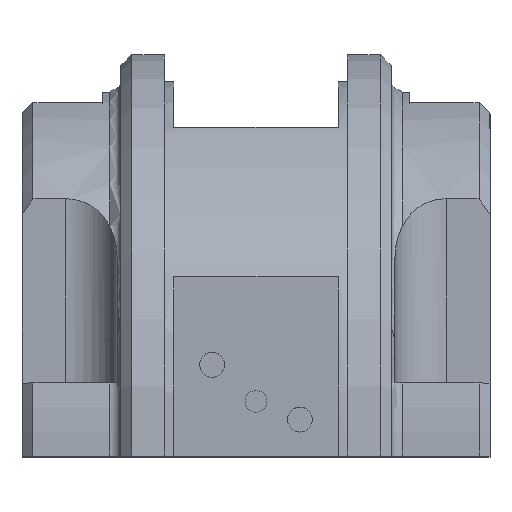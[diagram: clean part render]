
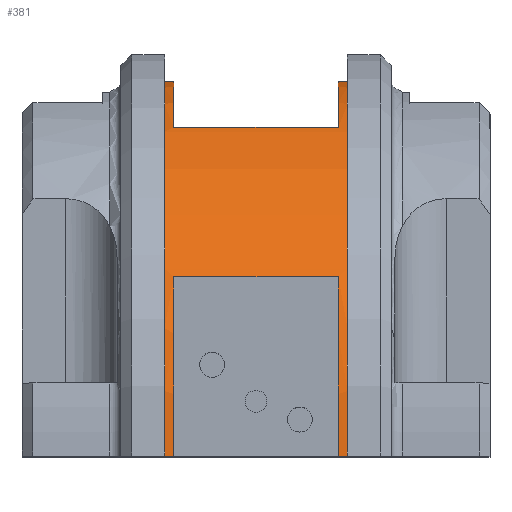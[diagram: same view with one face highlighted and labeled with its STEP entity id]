
A CAD part, top view. The second image highlights one B-rep face of the part: STEP entity #381.
In plain terms, the highlighted cylindrical face has radius 102.5 mm (diameter 205 mm), a partial arc.
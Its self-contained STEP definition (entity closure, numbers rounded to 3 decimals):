
#210=FACE_BOUND('',#835,.T.);
#211=FACE_BOUND('',#836,.T.);
#381=ADVANCED_FACE('',(#210,#211),#565,.T.);
#565=CYLINDRICAL_SURFACE('',#3641,102.5);
#835=EDGE_LOOP('',(#1499,#1500,#1501,#1502));
#836=EDGE_LOOP('',(#1503,#1504,#1505,#1506,#1507,#1508,#1509,#1510,#1511,
#1512,#1513,#1514));
#1121=CIRCLE('',#3633,102.5);
#1122=CIRCLE('',#3634,102.5);
#1123=CIRCLE('',#3635,102.5);
#1124=CIRCLE('',#3636,102.5);
#1125=CIRCLE('',#3637,102.5);
#1126=CIRCLE('',#3638,102.5);
#1127=CIRCLE('',#3639,102.5);
#1128=CIRCLE('',#3640,102.5);
#1499=ORIENTED_EDGE('',*,*,#2691,.T.);
#1500=ORIENTED_EDGE('',*,*,#2783,.T.);
#1501=ORIENTED_EDGE('',*,*,#2689,.T.);
#1502=ORIENTED_EDGE('',*,*,#2784,.T.);
#1503=ORIENTED_EDGE('',*,*,#2785,.T.);
#1504=ORIENTED_EDGE('',*,*,#2786,.T.);
#1505=ORIENTED_EDGE('',*,*,#2787,.T.);
#1506=ORIENTED_EDGE('',*,*,#2788,.T.);
#1507=ORIENTED_EDGE('',*,*,#2750,.F.);
#1508=ORIENTED_EDGE('',*,*,#2789,.T.);
#1509=ORIENTED_EDGE('',*,*,#2790,.T.);
#1510=ORIENTED_EDGE('',*,*,#2791,.T.);
#1511=ORIENTED_EDGE('',*,*,#2746,.F.);
#1512=ORIENTED_EDGE('',*,*,#2792,.F.);
#1513=ORIENTED_EDGE('',*,*,#2793,.T.);
#1514=ORIENTED_EDGE('',*,*,#2794,.T.);
#2331=VERTEX_POINT('',#5280);
#2332=VERTEX_POINT('',#5281);
#2333=VERTEX_POINT('',#5283);
#2334=VERTEX_POINT('',#5285);
#2375=VERTEX_POINT('',#5443);
#2376=VERTEX_POINT('',#5445);
#2379=VERTEX_POINT('',#5451);
#2380=VERTEX_POINT('',#5453);
#2410=VERTEX_POINT('',#5522);
#2411=VERTEX_POINT('',#5523);
#2412=VERTEX_POINT('',#5525);
#2413=VERTEX_POINT('',#5527);
#2414=VERTEX_POINT('',#5530);
#2415=VERTEX_POINT('',#5532);
#2416=VERTEX_POINT('',#5535);
#2417=VERTEX_POINT('',#5537);
#2689=EDGE_CURVE('',#2333,#2332,#3116,.T.);
#2691=EDGE_CURVE('',#2331,#2334,#3118,.T.);
#2746=EDGE_CURVE('',#2375,#2376,#3141,.T.);
#2750=EDGE_CURVE('',#2379,#2380,#3145,.T.);
#2783=EDGE_CURVE('',#2334,#2333,#1121,.T.);
#2784=EDGE_CURVE('',#2332,#2331,#1122,.T.);
#2785=EDGE_CURVE('',#2410,#2411,#3164,.T.);
#2786=EDGE_CURVE('',#2411,#2412,#1123,.T.);
#2787=EDGE_CURVE('',#2412,#2413,#3165,.T.);
#2788=EDGE_CURVE('',#2413,#2380,#1124,.T.);
#2789=EDGE_CURVE('',#2379,#2414,#1125,.T.);
#2790=EDGE_CURVE('',#2414,#2415,#3166,.T.);
#2791=EDGE_CURVE('',#2415,#2376,#1126,.T.);
#2792=EDGE_CURVE('',#2416,#2375,#1127,.T.);
#2793=EDGE_CURVE('',#2416,#2417,#3167,.T.);
#2794=EDGE_CURVE('',#2417,#2410,#1128,.T.);
#3116=LINE('',#5282,#3332);
#3118=LINE('',#5286,#3334);
#3141=LINE('',#5444,#3357);
#3145=LINE('',#5452,#3361);
#3164=LINE('',#5521,#3380);
#3165=LINE('',#5526,#3381);
#3166=LINE('',#5531,#3382);
#3167=LINE('',#5536,#3383);
#3332=VECTOR('',#4134,1.);
#3334=VECTOR('',#4136,1.);
#3357=VECTOR('',#4227,1.);
#3361=VECTOR('',#4231,1.);
#3380=VECTOR('',#4290,1.);
#3381=VECTOR('',#4293,1.);
#3382=VECTOR('',#4298,1.);
#3383=VECTOR('',#4303,1.);
#3633=AXIS2_PLACEMENT_3D('',#5519,#4286,#4287);
#3634=AXIS2_PLACEMENT_3D('',#5520,#4288,#4289);
#3635=AXIS2_PLACEMENT_3D('',#5524,#4291,#4292);
#3636=AXIS2_PLACEMENT_3D('',#5528,#4294,#4295);
#3637=AXIS2_PLACEMENT_3D('',#5529,#4296,#4297);
#3638=AXIS2_PLACEMENT_3D('',#5533,#4299,#4300);
#3639=AXIS2_PLACEMENT_3D('',#5534,#4301,#4302);
#3640=AXIS2_PLACEMENT_3D('',#5538,#4304,#4305);
#3641=AXIS2_PLACEMENT_3D('',#5539,#4306,#4307);
#4134=DIRECTION('',(1.,0.,0.));
#4136=DIRECTION('',(-1.,0.,0.));
#4227=DIRECTION('',(-1.,0.,0.));
#4231=DIRECTION('',(-1.,0.,0.));
#4286=DIRECTION('',(-1.,0.,0.));
#4287=DIRECTION('',(0.,0.,-1.));
#4288=DIRECTION('',(1.,0.,0.));
#4289=DIRECTION('',(0.,-1.,0.));
#4290=DIRECTION('',(-1.,0.,0.));
#4291=DIRECTION('',(-1.,0.,0.));
#4292=DIRECTION('',(0.,0.,-1.));
#4293=DIRECTION('',(-1.,0.,0.));
#4294=DIRECTION('',(1.,0.,0.));
#4295=DIRECTION('',(0.,0.,-1.));
#4296=DIRECTION('',(-1.,0.,0.));
#4297=DIRECTION('',(0.,0.,-1.));
#4298=DIRECTION('',(1.,0.,0.));
#4299=DIRECTION('',(1.,0.,0.));
#4300=DIRECTION('',(0.,0.,1.));
#4301=DIRECTION('',(1.,0.,0.));
#4302=DIRECTION('',(0.,0.,-1.));
#4303=DIRECTION('',(-1.,0.,0.));
#4304=DIRECTION('',(1.,0.,0.));
#4305=DIRECTION('',(0.,0.,1.));
#4306=DIRECTION('',(1.,0.,0.));
#4307=DIRECTION('',(0.,0.,1.));
#5280=CARTESIAN_POINT('',(26.25,90.,49.054));
#5281=CARTESIAN_POINT('',(26.25,90.,-49.054));
#5282=CARTESIAN_POINT('',(3.75,90.,-49.054));
#5283=CARTESIAN_POINT('',(-18.75,90.,-49.054));
#5285=CARTESIAN_POINT('',(-18.75,90.,49.054));
#5286=CARTESIAN_POINT('',(3.75,90.,49.054));
#5443=CARTESIAN_POINT('',(28.75,0.,102.5));
#5444=CARTESIAN_POINT('',(28.75,0.,102.5));
#5445=CARTESIAN_POINT('',(26.25,0.,102.5));
#5451=CARTESIAN_POINT('',(-18.75,0.,102.5));
#5452=CARTESIAN_POINT('',(28.75,0.,102.5));
#5453=CARTESIAN_POINT('',(-21.25,0.,102.5));
#5519=CARTESIAN_POINT('',(-18.75,0.,0.));
#5520=CARTESIAN_POINT('',(26.25,0.,0.));
#5521=CARTESIAN_POINT('',(3.75,49.054,-90.));
#5522=CARTESIAN_POINT('',(26.25,49.054,-90.));
#5523=CARTESIAN_POINT('',(-18.75,49.054,-90.));
#5524=CARTESIAN_POINT('',(-18.75,0.,0.));
#5525=CARTESIAN_POINT('',(-18.75,0.,-102.5));
#5526=CARTESIAN_POINT('',(28.75,0.,-102.5));
#5527=CARTESIAN_POINT('',(-21.25,0.,-102.5));
#5528=CARTESIAN_POINT('',(-21.25,0.,0.));
#5529=CARTESIAN_POINT('',(-18.75,0.,0.));
#5530=CARTESIAN_POINT('',(-18.75,49.054,90.));
#5531=CARTESIAN_POINT('',(3.75,49.054,90.));
#5532=CARTESIAN_POINT('',(26.25,49.054,90.));
#5533=CARTESIAN_POINT('',(26.25,0.,0.));
#5534=CARTESIAN_POINT('',(28.75,0.,0.));
#5535=CARTESIAN_POINT('',(28.75,0.,-102.5));
#5536=CARTESIAN_POINT('',(28.75,0.,-102.5));
#5537=CARTESIAN_POINT('',(26.25,0.,-102.5));
#5538=CARTESIAN_POINT('',(26.25,0.,0.));
#5539=CARTESIAN_POINT('',(3.75,0.,0.));
